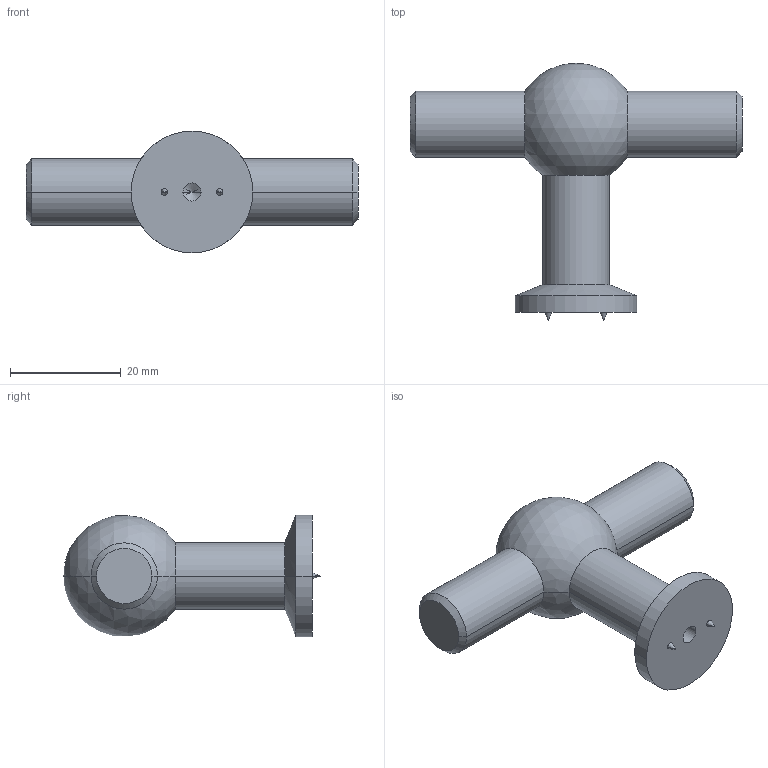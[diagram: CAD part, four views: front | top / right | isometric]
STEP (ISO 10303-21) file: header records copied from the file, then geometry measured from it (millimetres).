
FILE_DESCRIPTION(('Creo Elements/Direct Modeling STEP Export'),'2;1');
FILE_NAME('2011-60.stp','2024-09-16T11:14:40',(''),(''),'Creo Elements/Direct Modeling STEP processor for AP214 (Solid Model)','Creo Elements/Direct Modeling 20.0 12-Nov-2016 (C) Parametric Technology GmbH','');
FILE_SCHEMA(('AUTOMOTIVE_DESIGN { 1 0 10303 214 1 1 1 1 }'));
Length unit declared in the file: millimetre
Products named in the file (1): 2011-60
Bounding box: 60 x 46.5 x 22 mm (x, y, z)
Volume: 13687.1 mm3; surface area: 4627 mm2
Topology: 1 solids, 1 shells, 30 faces, 68 edges, 36 vertices
Faces by surface type: cylinder 12, cone 12, plane 4, sphere 2
Entity records: 717 total; most frequent: ORIENTED_EDGE 120, DIRECTION 116, CARTESIAN_POINT 106, EDGE_CURVE 60, AXIS2_PLACEMENT_3D 46, VERTEX_POINT 36, EDGE_LOOP 34, FACE_OUTER_BOUND 30
